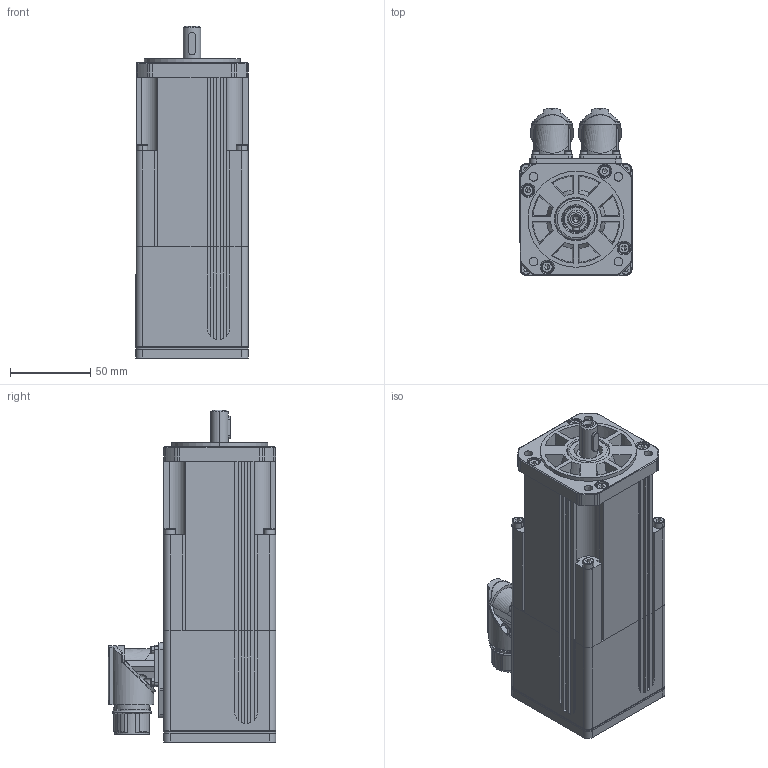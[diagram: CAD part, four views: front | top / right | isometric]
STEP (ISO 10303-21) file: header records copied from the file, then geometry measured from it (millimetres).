
FILE_DESCRIPTION((''),'2;1');
FILE_NAME('BL-74 - Bàsic.stp','2013-03-20T12:05:02',('arodrigo'),(''),'Autodesk Inventor 9','Autodesk Inventor 9','');
FILE_SCHEMA(('AUTOMOTIVE_DESIGN { 1 0 10303 214 1 1 1 1 }'));
Length unit declared in the file: millimetre
Products named in the file (1): Pieza1
Bounding box: 70 x 104.53 x 207.5 mm (x, y, z)
Volume: 914179.5 mm3; surface area: 103786.6 mm2
Topology: 1 solids, 15 shells, 1510 faces, 3978 edges, 2437 vertices
Faces by surface type: plane 602, cylinder 417, bspline 233, cone 132, torus 80, sphere 46
Entity records: 49802 total; most frequent: CARTESIAN_POINT 13515, ORIENTED_EDGE 7656, DIRECTION 7630, EDGE_CURVE 3828, AXIS2_PLACEMENT_3D 2916, VERTEX_POINT 2437, VECTOR 1798, LINE 1798
